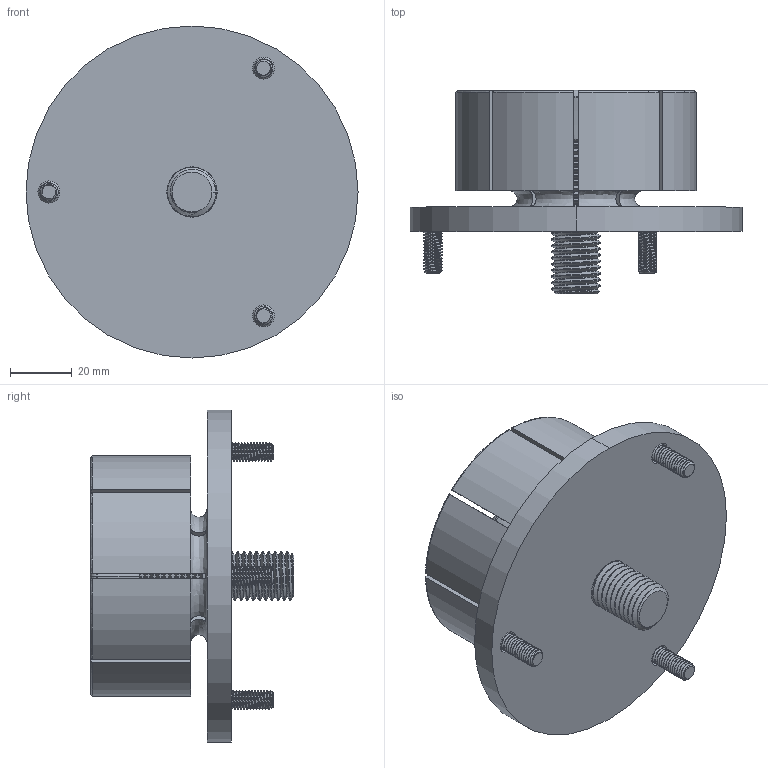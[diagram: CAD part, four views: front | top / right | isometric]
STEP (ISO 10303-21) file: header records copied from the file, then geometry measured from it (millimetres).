
FILE_DESCRIPTION (( 'STEP AP203' ), '1' );
FILE_NAME ('MiteeBite-MiteeBite-38400.STEP', '2016-10-11T17:46:10', ( 'Windows User' ), ( '' ), 'SwSTEP 2.0', 'SolidWorks 2016', '' );
FILE_SCHEMA (( 'CONFIG_CONTROL_DESIGN' ));
Length unit declared in the file: inch
Products named in the file (4): MiteeBite-MiteeBite-38400_131400_131400; MiteeBite-MiteeBite-38400_M620MM FHCS_M620MM FHCS; MiteeBite-MiteeBite-38400_38072_38072; MiteeBite-MiteeBite-38400
Assembly tree (5 placements, depth 2):
  MiteeBite-MiteeBite-38400
    MiteeBite-MiteeBite-38400_131400_131400
    MiteeBite-MiteeBite-38400_M620MM FHCS_M620MM FHCS  x3
    MiteeBite-MiteeBite-38400_38072_38072
Bounding box: 107.47 x 66 x 107.47 mm (x, y, z)
Volume: 217676 mm3; surface area: 62312.5 mm2
Topology: 5 solids, 5 shells, 543 faces, 1505 edges, 980 vertices
Faces by surface type: cylinder 348, plane 98, cone 67, bspline 30
Entity records: 17718 total; most frequent: CARTESIAN_POINT 9319, ORIENTED_EDGE 1982, DIRECTION 1367, EDGE_CURVE 991, VERTEX_POINT 648, AXIS2_PLACEMENT_3D 499, LINE 369, VECTOR 369
